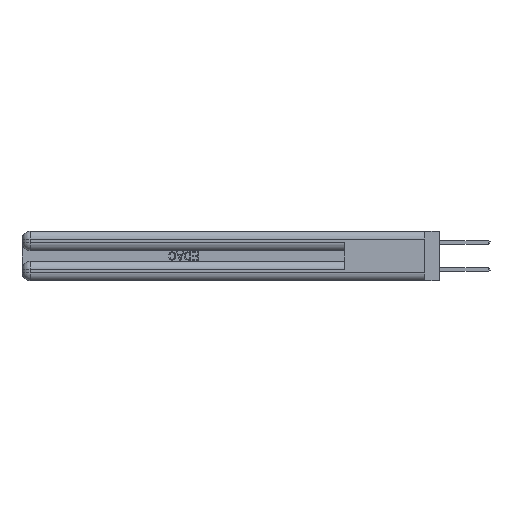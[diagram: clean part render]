
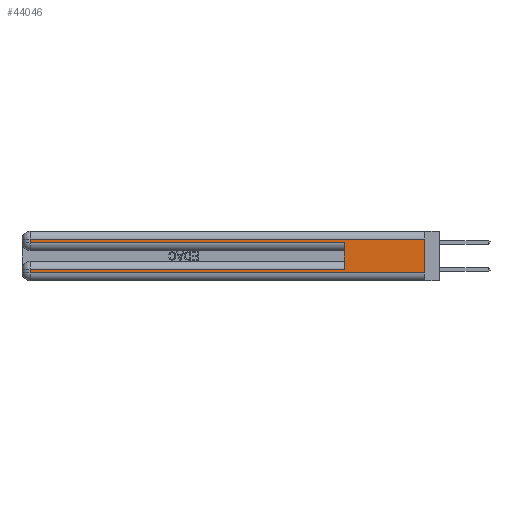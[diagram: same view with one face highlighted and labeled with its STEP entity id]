
A CAD part, left-side view. The second image highlights one B-rep face of the part: STEP entity #44046.
In plain terms, the highlighted planar face has unit normal (-1, 0, 0).
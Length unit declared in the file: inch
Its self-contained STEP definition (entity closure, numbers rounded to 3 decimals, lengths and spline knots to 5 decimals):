
#1178 = VECTOR ( 'NONE', #9642, 39.37008 ) ;
#1529 = DIRECTION ( 'NONE',  ( 0., 1., 0. ) ) ;
#2745 = AXIS2_PLACEMENT_3D ( 'NONE', #37230, #9511, #40847 ) ;
#4415 = LINE ( 'NONE', #46609, #27055 ) ;
#4602 = VERTEX_POINT ( 'NONE', #42363 ) ;
#4743 = EDGE_CURVE ( 'NONE', #9526, #4602, #18324, .T. ) ;
#5143 = EDGE_CURVE ( 'NONE', #9526, #8647, #34176, .T. ) ;
#6387 = CARTESIAN_POINT ( 'NONE',  ( 0., 0., 0.37 ) ) ;
#8647 = VERTEX_POINT ( 'NONE', #18727 ) ;
#9511 = DIRECTION ( 'NONE',  ( 1., 0., 0. ) ) ;
#9526 = VERTEX_POINT ( 'NONE', #20197 ) ;
#9568 = ORIENTED_EDGE ( 'NONE', *, *, #18249, .T. ) ;
#9642 = DIRECTION ( 'NONE',  ( 0., 0., -1. ) ) ;
#10448 = DIRECTION ( 'NONE',  ( 0., -1., 0. ) ) ;
#11375 = ORIENTED_EDGE ( 'NONE', *, *, #22371, .T. ) ;
#12548 = VECTOR ( 'NONE', #1529, 39.37008 ) ;
#15996 = VERTEX_POINT ( 'NONE', #22576 ) ;
#18249 = EDGE_CURVE ( 'NONE', #36263, #8647, #37811, .T. ) ;
#18324 = LINE ( 'NONE', #39127, #28094 ) ;
#18727 = CARTESIAN_POINT ( 'NONE',  ( 0., 0., 0.06 ) ) ;
#20197 = CARTESIAN_POINT ( 'NONE',  ( 0., 0., 0.31 ) ) ;
#21318 = VECTOR ( 'NONE', #26797, 39.37008 ) ;
#22371 = EDGE_CURVE ( 'NONE', #4602, #43933, #23806, .T. ) ;
#22480 = ORIENTED_EDGE ( 'NONE', *, *, #24624, .F. ) ;
#22576 = CARTESIAN_POINT ( 'NONE',  ( 0., 0.6, 0.285 ) ) ;
#23188 = DIRECTION ( 'NONE',  ( 0., 0., -1. ) ) ;
#23806 = LINE ( 'NONE', #26966, #21318 ) ;
#23972 = CARTESIAN_POINT ( 'NONE',  ( 0., 0.6, 0.145 ) ) ;
#24624 = EDGE_CURVE ( 'NONE', #33863, #15996, #36494, .T. ) ;
#25806 = EDGE_CURVE ( 'NONE', #43933, #15996, #34512, .T. ) ;
#25927 = VECTOR ( 'NONE', #41265, 39.37008 ) ;
#26481 = VERTEX_POINT ( 'NONE', #34154 ) ;
#26797 = DIRECTION ( 'NONE',  ( 0., 0., -1. ) ) ;
#26966 = CARTESIAN_POINT ( 'NONE',  ( 0., 2.94, 0.37 ) ) ;
#27055 = VECTOR ( 'NONE', #23188, 39.37008 ) ;
#28094 = VECTOR ( 'NONE', #42710, 39.37008 ) ;
#28242 = EDGE_LOOP ( 'NONE', ( #28374, #47583, #11375, #36567, #22480, #33188, #46117, #9568 ) ) ;
#28374 = ORIENTED_EDGE ( 'NONE', *, *, #5143, .F. ) ;
#28715 = CARTESIAN_POINT ( 'NONE',  ( 0., 0., 0.085 ) ) ;
#30102 = CARTESIAN_POINT ( 'NONE',  ( 0., 0., 0.06 ) ) ;
#31523 = LINE ( 'NONE', #28715, #12548 ) ;
#33188 = ORIENTED_EDGE ( 'NONE', *, *, #38670, .T. ) ;
#33230 = CARTESIAN_POINT ( 'NONE',  ( 0., 0.6, 0.085 ) ) ;
#33863 = VERTEX_POINT ( 'NONE', #33230 ) ;
#34154 = CARTESIAN_POINT ( 'NONE',  ( 0., 2.94, 0.085 ) ) ;
#34176 = LINE ( 'NONE', #6387, #1178 ) ;
#34512 = LINE ( 'NONE', #37495, #25927 ) ;
#34765 = EDGE_CURVE ( 'NONE', #26481, #36263, #4415, .T. ) ;
#35005 = FACE_OUTER_BOUND ( 'NONE', #28242, .T. ) ;
#36263 = VERTEX_POINT ( 'NONE', #36482 ) ;
#36482 = CARTESIAN_POINT ( 'NONE',  ( 0., 2.94, 0.06 ) ) ;
#36494 = LINE ( 'NONE', #23972, #44452 ) ;
#36567 = ORIENTED_EDGE ( 'NONE', *, *, #25806, .T. ) ;
#37230 = CARTESIAN_POINT ( 'NONE',  ( 0., 0., 0.37 ) ) ;
#37495 = CARTESIAN_POINT ( 'NONE',  ( 0., 0., 0.285 ) ) ;
#37811 = LINE ( 'NONE', #30102, #40293 ) ;
#38670 = EDGE_CURVE ( 'NONE', #33863, #26481, #31523, .T. ) ;
#39127 = CARTESIAN_POINT ( 'NONE',  ( 0., 0., 0.31 ) ) ;
#40293 = VECTOR ( 'NONE', #10448, 39.37008 ) ;
#40847 = DIRECTION ( 'NONE',  ( 0., 0., -1. ) ) ;
#41178 = PLANE ( 'NONE',  #2745 ) ;
#41265 = DIRECTION ( 'NONE',  ( 0., -1., 0. ) ) ;
#42363 = CARTESIAN_POINT ( 'NONE',  ( 0., 2.94, 0.31 ) ) ;
#42710 = DIRECTION ( 'NONE',  ( 0., 1., 0. ) ) ;
#43933 = VERTEX_POINT ( 'NONE', #44604 ) ;
#44046 = ADVANCED_FACE ( 'NONE', ( #35005 ), #41178, .F. ) ;
#44152 = DIRECTION ( 'NONE',  ( 0., 0., 1. ) ) ;
#44452 = VECTOR ( 'NONE', #44152, 39.37008 ) ;
#44604 = CARTESIAN_POINT ( 'NONE',  ( 0., 2.94, 0.285 ) ) ;
#46117 = ORIENTED_EDGE ( 'NONE', *, *, #34765, .T. ) ;
#46609 = CARTESIAN_POINT ( 'NONE',  ( 0., 2.94, 0.37 ) ) ;
#47583 = ORIENTED_EDGE ( 'NONE', *, *, #4743, .T. ) ;
